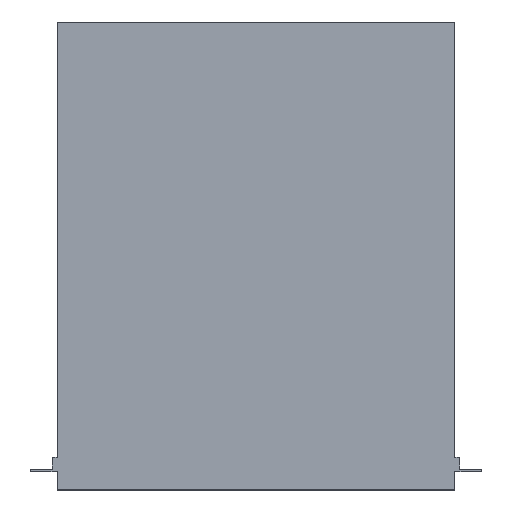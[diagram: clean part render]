
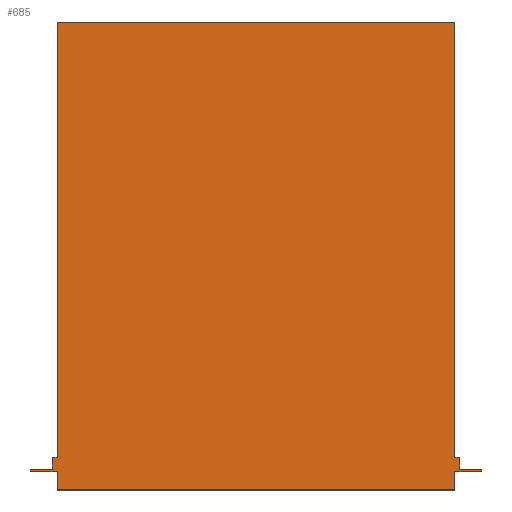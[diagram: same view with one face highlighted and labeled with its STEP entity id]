
A CAD part, top view. The second image highlights one B-rep face of the part: STEP entity #685.
In plain terms, the highlighted planar face has unit normal (0, 0, 1).
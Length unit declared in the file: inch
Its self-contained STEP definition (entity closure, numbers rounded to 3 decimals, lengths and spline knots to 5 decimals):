
#43=PLANE('',#749);
#77=FACE_OUTER_BOUND('',#111,.T.);
#111=EDGE_LOOP('',(#617,#618,#619,#620,#621,#622,#623,#624,#625,#626,#627,
#628,#629,#630,#631,#632));
#130=LINE('',#972,#218);
#137=LINE('',#985,#225);
#141=LINE('',#992,#229);
#143=LINE('',#997,#231);
#148=LINE('',#1006,#236);
#149=LINE('',#1009,#237);
#154=LINE('',#1018,#242);
#173=LINE('',#1066,#261);
#178=LINE('',#1075,#266);
#183=LINE('',#1085,#271);
#185=LINE('',#1090,#273);
#189=LINE('',#1098,#277);
#193=LINE('',#1105,#281);
#194=LINE('',#1108,#282);
#198=LINE('',#1114,#286);
#200=LINE('',#1117,#288);
#218=VECTOR('',#792,0.3937);
#225=VECTOR('',#803,0.3937);
#229=VECTOR('',#809,0.3937);
#231=VECTOR('',#815,0.3937);
#236=VECTOR('',#822,0.3937);
#237=VECTOR('',#825,0.3937);
#242=VECTOR('',#832,0.3937);
#261=VECTOR('',#873,0.3937);
#266=VECTOR('',#880,0.3937);
#271=VECTOR('',#889,0.3937);
#273=VECTOR('',#893,0.3937);
#277=VECTOR('',#901,0.3937);
#281=VECTOR('',#907,0.3937);
#282=VECTOR('',#910,0.3937);
#286=VECTOR('',#916,0.3937);
#288=VECTOR('',#920,0.3937);
#313=VERTEX_POINT('',#969);
#314=VERTEX_POINT('',#971);
#318=VERTEX_POINT('',#983);
#320=VERTEX_POINT('',#990);
#321=VERTEX_POINT('',#996);
#324=VERTEX_POINT('',#1004);
#325=VERTEX_POINT('',#1008);
#328=VERTEX_POINT('',#1016);
#345=VERTEX_POINT('',#1063);
#346=VERTEX_POINT('',#1065);
#349=VERTEX_POINT('',#1073);
#352=VERTEX_POINT('',#1083);
#354=VERTEX_POINT('',#1089);
#356=VERTEX_POINT('',#1097);
#358=VERTEX_POINT('',#1103);
#359=VERTEX_POINT('',#1107);
#382=EDGE_CURVE('',#313,#314,#130,.T.);
#389=EDGE_CURVE('',#318,#313,#137,.T.);
#393=EDGE_CURVE('',#320,#318,#141,.T.);
#395=EDGE_CURVE('',#314,#321,#143,.T.);
#400=EDGE_CURVE('',#324,#320,#148,.T.);
#401=EDGE_CURVE('',#325,#321,#149,.T.);
#406=EDGE_CURVE('',#324,#328,#154,.T.);
#429=EDGE_CURVE('',#346,#345,#173,.T.);
#434=EDGE_CURVE('',#345,#349,#178,.T.);
#439=EDGE_CURVE('',#349,#352,#183,.T.);
#441=EDGE_CURVE('',#354,#346,#185,.T.);
#445=EDGE_CURVE('',#356,#354,#189,.T.);
#449=EDGE_CURVE('',#352,#358,#193,.T.);
#450=EDGE_CURVE('',#359,#356,#194,.T.);
#454=EDGE_CURVE('',#358,#325,#198,.T.);
#456=EDGE_CURVE('',#328,#359,#200,.T.);
#617=ORIENTED_EDGE('',*,*,#401,.T.);
#618=ORIENTED_EDGE('',*,*,#395,.F.);
#619=ORIENTED_EDGE('',*,*,#382,.F.);
#620=ORIENTED_EDGE('',*,*,#389,.F.);
#621=ORIENTED_EDGE('',*,*,#393,.F.);
#622=ORIENTED_EDGE('',*,*,#400,.F.);
#623=ORIENTED_EDGE('',*,*,#406,.T.);
#624=ORIENTED_EDGE('',*,*,#456,.T.);
#625=ORIENTED_EDGE('',*,*,#450,.T.);
#626=ORIENTED_EDGE('',*,*,#445,.T.);
#627=ORIENTED_EDGE('',*,*,#441,.T.);
#628=ORIENTED_EDGE('',*,*,#429,.T.);
#629=ORIENTED_EDGE('',*,*,#434,.T.);
#630=ORIENTED_EDGE('',*,*,#439,.T.);
#631=ORIENTED_EDGE('',*,*,#449,.T.);
#632=ORIENTED_EDGE('',*,*,#454,.T.);
#685=ADVANCED_FACE('',(#77),#43,.T.);
#749=AXIS2_PLACEMENT_3D('',#1118,#921,#922);
#792=DIRECTION('',(0.,-1.,0.));
#803=DIRECTION('',(1.,0.,0.));
#809=DIRECTION('',(0.,-1.,0.));
#815=DIRECTION('',(-1.,0.,0.));
#822=DIRECTION('',(1.,0.,0.));
#825=DIRECTION('',(0.,1.,0.));
#832=DIRECTION('',(0.,1.,0.));
#873=DIRECTION('',(-1.,0.,0.));
#880=DIRECTION('',(0.,-1.,0.));
#889=DIRECTION('',(1.,0.,0.));
#893=DIRECTION('',(0.,-1.,0.));
#901=DIRECTION('',(-1.,0.,0.));
#907=DIRECTION('',(0.,-1.,0.));
#910=DIRECTION('',(0.,-1.,0.));
#916=DIRECTION('',(1.,0.,0.));
#920=DIRECTION('',(-1.,0.,0.));
#921=DIRECTION('center_axis',(0.,0.,1.));
#922=DIRECTION('ref_axis',(1.,0.,0.));
#969=CARTESIAN_POINT('',(17.86614,0.86378,5.21654));
#971=CARTESIAN_POINT('',(17.86614,0.76378,5.21654));
#972=CARTESIAN_POINT('',(17.86614,0.86378,5.21654));
#983=CARTESIAN_POINT('',(16.93228,0.86378,5.21654));
#985=CARTESIAN_POINT('',(16.93228,0.86378,5.21654));
#990=CARTESIAN_POINT('',(16.93228,1.36378,5.21654));
#992=CARTESIAN_POINT('',(16.93228,1.36378,5.21654));
#996=CARTESIAN_POINT('',(16.73228,0.76378,5.21654));
#997=CARTESIAN_POINT('',(17.86614,0.76378,5.21654));
#1004=CARTESIAN_POINT('',(16.73228,1.36378,5.21654));
#1006=CARTESIAN_POINT('',(16.73228,1.36378,5.21654));
#1008=CARTESIAN_POINT('',(16.73228,0.,5.21654));
#1009=CARTESIAN_POINT('',(16.73228,0.,5.21654));
#1016=CARTESIAN_POINT('',(16.73228,19.68504,5.21654));
#1018=CARTESIAN_POINT('',(16.73228,0.,5.21654));
#1063=CARTESIAN_POINT('',(-1.13386,0.86378,5.21654));
#1065=CARTESIAN_POINT('',(-0.2,0.86378,5.21654));
#1066=CARTESIAN_POINT('',(-0.2,0.86378,5.21654));
#1073=CARTESIAN_POINT('',(-1.13386,0.76378,5.21654));
#1075=CARTESIAN_POINT('',(-1.13386,0.86378,5.21654));
#1083=CARTESIAN_POINT('',(0.,0.76378,5.21654));
#1085=CARTESIAN_POINT('',(-1.13386,0.76378,5.21654));
#1089=CARTESIAN_POINT('',(-0.2,1.36378,5.21654));
#1090=CARTESIAN_POINT('',(-0.2,1.36378,5.21654));
#1097=CARTESIAN_POINT('',(0.,1.36378,5.21654));
#1098=CARTESIAN_POINT('',(0.,1.36378,5.21654));
#1103=CARTESIAN_POINT('',(0.,0.,5.21654));
#1105=CARTESIAN_POINT('',(0.,19.68504,5.21654));
#1107=CARTESIAN_POINT('',(0.,19.68504,5.21654));
#1108=CARTESIAN_POINT('',(0.,19.68504,5.21654));
#1114=CARTESIAN_POINT('',(0.,0.,5.21654));
#1117=CARTESIAN_POINT('',(16.73228,19.68504,5.21654));
#1118=CARTESIAN_POINT('Origin',(8.36614,9.84252,5.21654));
